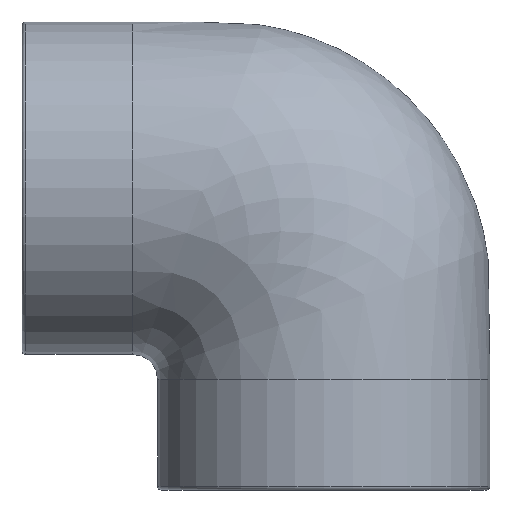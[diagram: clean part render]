
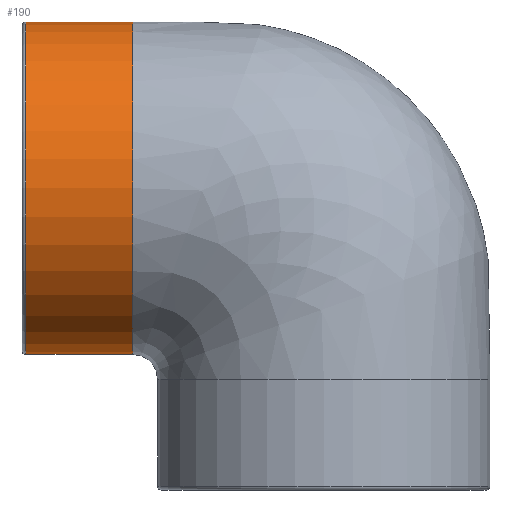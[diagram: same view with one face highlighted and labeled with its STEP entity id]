
A CAD part, left-side view. The second image highlights one B-rep face of the part: STEP entity #190.
In plain terms, the highlighted cylindrical face has radius 66.75 mm (diameter 133.5 mm), a full revolution.
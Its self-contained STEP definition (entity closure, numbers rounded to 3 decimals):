
#23=CYLINDRICAL_SURFACE($,#207,66.75);
#28=FACE_BOUND($,#52,.T.);
#42=FACE_OUTER_BOUND($,#51,.T.);
#51=EDGE_LOOP($,(#141,#142,#143));
#52=EDGE_LOOP($,(#144));
#72=CIRCLE($,#206,66.75);
#73=CIRCLE($,#208,66.75);
#74=CIRCLE($,#209,66.75);
#75=CIRCLE($,#210,66.75);
#94=VERTEX_POINT($,#306);
#95=VERTEX_POINT($,#309);
#96=VERTEX_POINT($,#310);
#97=VERTEX_POINT($,#312);
#116=EDGE_CURVE($,#94,#94,#72,.T.);
#117=EDGE_CURVE($,#95,#96,#73,.T.);
#118=EDGE_CURVE($,#96,#97,#74,.T.);
#119=EDGE_CURVE($,#97,#95,#75,.T.);
#141=ORIENTED_EDGE($,*,*,#117,.T.);
#142=ORIENTED_EDGE($,*,*,#118,.T.);
#143=ORIENTED_EDGE($,*,*,#119,.T.);
#144=ORIENTED_EDGE($,*,*,#116,.F.);
#190=ADVANCED_FACE($,(#42,#28),#23,.T.);
#206=AXIS2_PLACEMENT_3D($,#307,#242,#243);
#207=AXIS2_PLACEMENT_3D($,#308,#244,#245);
#208=AXIS2_PLACEMENT_3D($,#311,#246,#247);
#209=AXIS2_PLACEMENT_3D($,#313,#248,#249);
#210=AXIS2_PLACEMENT_3D($,#314,#250,#251);
#242=DIRECTION('center_axis',(0.,1.,0.));
#243=DIRECTION('ref_axis',(-1.,0.,0.));
#244=DIRECTION('center_axis',(0.,1.,0.));
#245=DIRECTION('ref_axis',(-1.,0.,0.));
#246=DIRECTION('center_axis',(0.,1.,0.));
#247=DIRECTION('ref_axis',(-1.,0.,0.));
#248=DIRECTION('center_axis',(0.,1.,0.));
#249=DIRECTION('ref_axis',(-1.,0.,0.));
#250=DIRECTION('center_axis',(0.,1.,0.));
#251=DIRECTION('ref_axis',(-1.,0.,0.));
#306=CARTESIAN_POINT('',(66.75,119.7,121.2));
#307=CARTESIAN_POINT('Origin',(0.,119.7,121.2));
#308=CARTESIAN_POINT('Origin',(0.,121.2,121.2));
#309=CARTESIAN_POINT('',(66.75,76.75,121.2));
#310=CARTESIAN_POINT('',(-66.75,76.75,121.2));
#311=CARTESIAN_POINT('Origin',(0.,76.75,121.2));
#312=CARTESIAN_POINT('',(0.,76.75,187.95));
#313=CARTESIAN_POINT('Origin',(0.,76.75,121.2));
#314=CARTESIAN_POINT('Origin',(0.,76.75,121.2));
